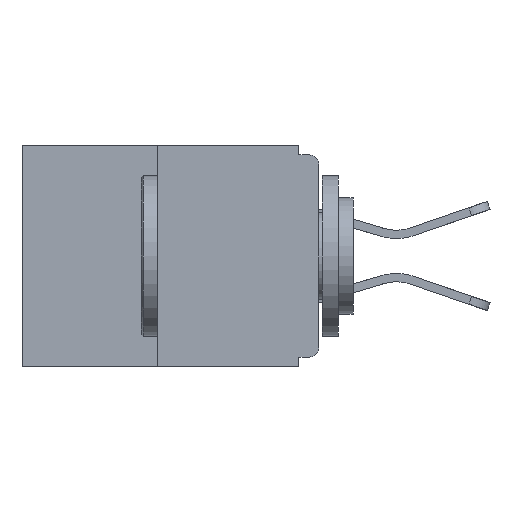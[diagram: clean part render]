
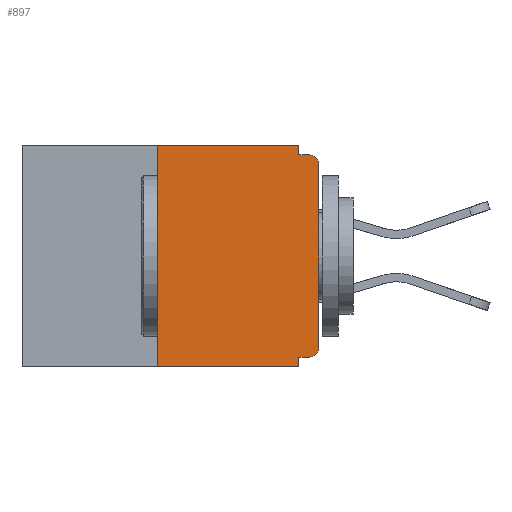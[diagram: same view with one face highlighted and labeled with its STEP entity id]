
A CAD part, left-side view. The second image highlights one B-rep face of the part: STEP entity #897.
In plain terms, the highlighted planar face has unit normal (-1, 0, 0).
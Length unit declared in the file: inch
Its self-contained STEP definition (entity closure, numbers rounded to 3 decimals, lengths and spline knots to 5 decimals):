
#67 = VERTEX_POINT ( 'NONE', #117 ) ;
#117 = CARTESIAN_POINT ( 'NONE',  ( 0., 0.031, -0.015 ) ) ;
#260 = PLANE ( 'NONE',  #22584 ) ;
#333 = CARTESIAN_POINT ( 'NONE',  ( 0., 0.46, -0.343 ) ) ;
#400 = VECTOR ( 'NONE', #10822, 39.37008 ) ;
#530 = EDGE_CURVE ( 'NONE', #17313, #9163, #18272, .T. ) ;
#862 = LINE ( 'NONE', #6521, #7787 ) ;
#897 = ADVANCED_FACE ( 'NONE', ( #10945 ), #260, .F. ) ;
#1161 = AXIS2_PLACEMENT_3D ( 'NONE', #1808, #8750, #14267 ) ;
#1284 = CARTESIAN_POINT ( 'NONE',  ( 0., 0.46, 0. ) ) ;
#1380 = CARTESIAN_POINT ( 'NONE',  ( 0., 0.25, 0. ) ) ;
#1692 = CARTESIAN_POINT ( 'NONE',  ( 0., 0., -0.328 ) ) ;
#1808 = CARTESIAN_POINT ( 'NONE',  ( 0., 0.015, -0.313 ) ) ;
#2045 = CIRCLE ( 'NONE', #1161, 0.015 ) ;
#3084 = VECTOR ( 'NONE', #19135, 39.37008 ) ;
#3473 = ORIENTED_EDGE ( 'NONE', *, *, #15430, .F. ) ;
#3610 = EDGE_CURVE ( 'NONE', #21182, #8575, #6296, .T. ) ;
#3974 = ORIENTED_EDGE ( 'NONE', *, *, #8251, .F. ) ;
#4475 = CARTESIAN_POINT ( 'NONE',  ( 0., 0., -0.313 ) ) ;
#4941 = LINE ( 'NONE', #333, #19211 ) ;
#4949 = DIRECTION ( 'NONE',  ( 0., 0., -1. ) ) ;
#6072 = VERTEX_POINT ( 'NONE', #4475 ) ;
#6296 = LINE ( 'NONE', #19106, #18630 ) ;
#6301 = ORIENTED_EDGE ( 'NONE', *, *, #9380, .T. ) ;
#6378 = ORIENTED_EDGE ( 'NONE', *, *, #14764, .F. ) ;
#6521 = CARTESIAN_POINT ( 'NONE',  ( 0., 0., 0. ) ) ;
#6899 = EDGE_CURVE ( 'NONE', #17045, #6072, #2045, .T. ) ;
#7311 = ORIENTED_EDGE ( 'NONE', *, *, #6899, .T. ) ;
#7526 = CARTESIAN_POINT ( 'NONE',  ( 0., 0.015, -0.328 ) ) ;
#7778 = VERTEX_POINT ( 'NONE', #15571 ) ;
#7787 = VECTOR ( 'NONE', #8135, 39.37008 ) ;
#7904 = DIRECTION ( 'NONE',  ( -1., 0., 0. ) ) ;
#8135 = DIRECTION ( 'NONE',  ( 0., 0., 1. ) ) ;
#8240 = EDGE_LOOP ( 'NONE', ( #3473, #17746, #21534, #21575, #6378, #7311, #16698, #6301, #3974, #10992 ) ) ;
#8251 = EDGE_CURVE ( 'NONE', #67, #20374, #12941, .T. ) ;
#8426 = VERTEX_POINT ( 'NONE', #12064 ) ;
#8575 = VERTEX_POINT ( 'NONE', #18169 ) ;
#8750 = DIRECTION ( 'NONE',  ( -1., 0., 0. ) ) ;
#8933 = VECTOR ( 'NONE', #17741, 39.37008 ) ;
#9150 = DIRECTION ( 'NONE',  ( 0., -1., 0. ) ) ;
#9163 = VERTEX_POINT ( 'NONE', #1380 ) ;
#9380 = EDGE_CURVE ( 'NONE', #7778, #20374, #19875, .T. ) ;
#9579 = AXIS2_PLACEMENT_3D ( 'NONE', #20719, #7904, #11504 ) ;
#10822 = DIRECTION ( 'NONE',  ( 0., 0., -1. ) ) ;
#10945 = FACE_OUTER_BOUND ( 'NONE', #8240, .T. ) ;
#10973 = DIRECTION ( 'NONE',  ( 1., 0., 0. ) ) ;
#10992 = ORIENTED_EDGE ( 'NONE', *, *, #18806, .F. ) ;
#11504 = DIRECTION ( 'NONE',  ( 0., 0., -1. ) ) ;
#11516 = LINE ( 'NONE', #16242, #400 ) ;
#11669 = CARTESIAN_POINT ( 'NONE',  ( 0., 0., -0.015 ) ) ;
#12064 = CARTESIAN_POINT ( 'NONE',  ( 0., 0.031, 0. ) ) ;
#12269 = EDGE_CURVE ( 'NONE', #17313, #8575, #4941, .T. ) ;
#12337 = CARTESIAN_POINT ( 'NONE',  ( 0., 0.25, 0. ) ) ;
#12634 = CARTESIAN_POINT ( 'NONE',  ( 0., 0.46, 0. ) ) ;
#12941 = LINE ( 'NONE', #11669, #20737 ) ;
#13515 = VECTOR ( 'NONE', #19391, 39.37008 ) ;
#14267 = DIRECTION ( 'NONE',  ( 0., 0., -1. ) ) ;
#14764 = EDGE_CURVE ( 'NONE', #17045, #21182, #14863, .T. ) ;
#14863 = LINE ( 'NONE', #1692, #8933 ) ;
#15160 = DIRECTION ( 'NONE',  ( 0., -1., 0. ) ) ;
#15354 = EDGE_CURVE ( 'NONE', #6072, #7778, #862, .T. ) ;
#15430 = EDGE_CURVE ( 'NONE', #9163, #8426, #19275, .T. ) ;
#15571 = CARTESIAN_POINT ( 'NONE',  ( 0., 0., -0.03 ) ) ;
#16242 = CARTESIAN_POINT ( 'NONE',  ( 0., 0.031, 0. ) ) ;
#16698 = ORIENTED_EDGE ( 'NONE', *, *, #15354, .T. ) ;
#17045 = VERTEX_POINT ( 'NONE', #7526 ) ;
#17313 = VERTEX_POINT ( 'NONE', #22615 ) ;
#17741 = DIRECTION ( 'NONE',  ( 0., 1., 0. ) ) ;
#17746 = ORIENTED_EDGE ( 'NONE', *, *, #530, .F. ) ;
#18169 = CARTESIAN_POINT ( 'NONE',  ( 0., 0.031, -0.343 ) ) ;
#18272 = LINE ( 'NONE', #12337, #13515 ) ;
#18283 = CARTESIAN_POINT ( 'NONE',  ( 0., 0.015, -0.015 ) ) ;
#18630 = VECTOR ( 'NONE', #4949, 39.37008 ) ;
#18806 = EDGE_CURVE ( 'NONE', #8426, #67, #11516, .T. ) ;
#19106 = CARTESIAN_POINT ( 'NONE',  ( 0., 0.031, -0.343 ) ) ;
#19135 = DIRECTION ( 'NONE',  ( 0., -1., 0. ) ) ;
#19211 = VECTOR ( 'NONE', #9150, 39.37008 ) ;
#19275 = LINE ( 'NONE', #1284, #3084 ) ;
#19391 = DIRECTION ( 'NONE',  ( 0., 0., 1. ) ) ;
#19875 = CIRCLE ( 'NONE', #9579, 0.015 ) ;
#20374 = VERTEX_POINT ( 'NONE', #18283 ) ;
#20560 = CARTESIAN_POINT ( 'NONE',  ( 0., 0.031, -0.328 ) ) ;
#20719 = CARTESIAN_POINT ( 'NONE',  ( 0., 0.015, -0.03 ) ) ;
#20737 = VECTOR ( 'NONE', #15160, 39.37008 ) ;
#21182 = VERTEX_POINT ( 'NONE', #20560 ) ;
#21534 = ORIENTED_EDGE ( 'NONE', *, *, #12269, .T. ) ;
#21575 = ORIENTED_EDGE ( 'NONE', *, *, #3610, .F. ) ;
#21682 = DIRECTION ( 'NONE',  ( 0., 0., -1. ) ) ;
#22584 = AXIS2_PLACEMENT_3D ( 'NONE', #12634, #10973, #21682 ) ;
#22615 = CARTESIAN_POINT ( 'NONE',  ( 0., 0.25, -0.343 ) ) ;
